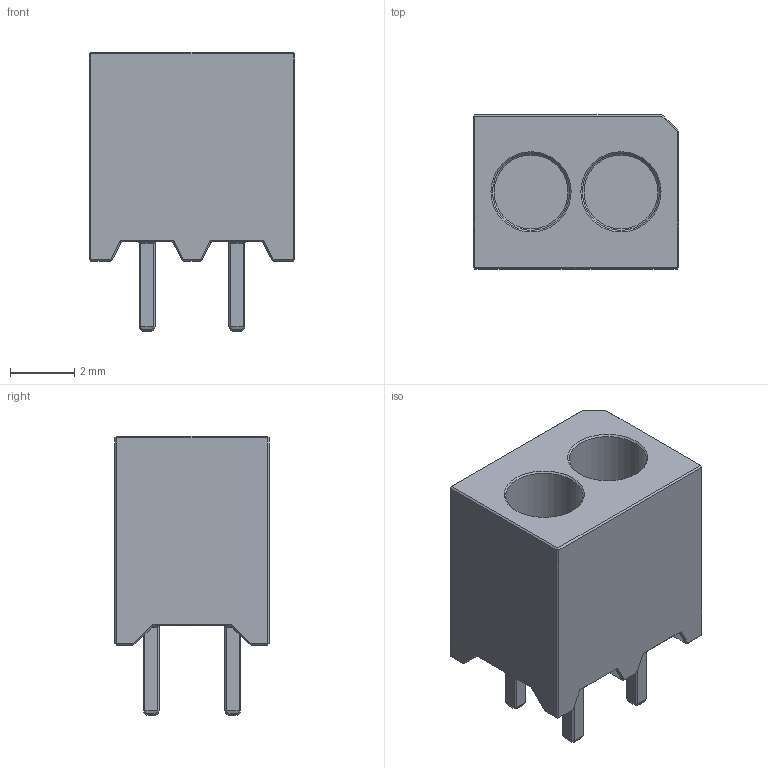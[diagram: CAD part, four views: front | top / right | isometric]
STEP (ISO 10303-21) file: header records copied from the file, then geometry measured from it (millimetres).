
FILE_DESCRIPTION(/* description */ (''),/* implementation_level */ '2;1');
FILE_NAME(/* name */ 'ITR20001.step',/* time_stamp */ '2022-09-13T16:53:54+08:00',/* author */ (''),/* organization */ (''),/* preprocessor_version */ 'ST-DEVELOPER v19',/* originating_system */ 'Autodesk Translation Framework v11.7.0.108',/* authorisation */ '');
FILE_SCHEMA (('AUTOMOTIVE_DESIGN { 1 0 10303 214 3 1 1 }'));
Length unit declared in the file: millimetre
Products named in the file (1): ITR20001
Bounding box: 6.4 x 4.8 x 8.7 mm (x, y, z)
Volume: 163.3 mm3; surface area: 255.2 mm2
Topology: 1 solids, 1 shells, 324 faces, 634 edges, 318 vertices
Faces by surface type: plane 318, cone 4, cylinder 2
Full cylindrical faces by diameter (mm): 2.4 x2
Entity records: 7873 total; most frequent: DIRECTION 1292, CARTESIAN_POINT 1277, ORIENTED_EDGE 1268, EDGE_CURVE 634, LINE 626, VECTOR 626, AXIS2_PLACEMENT_3D 333, EDGE_LOOP 330
